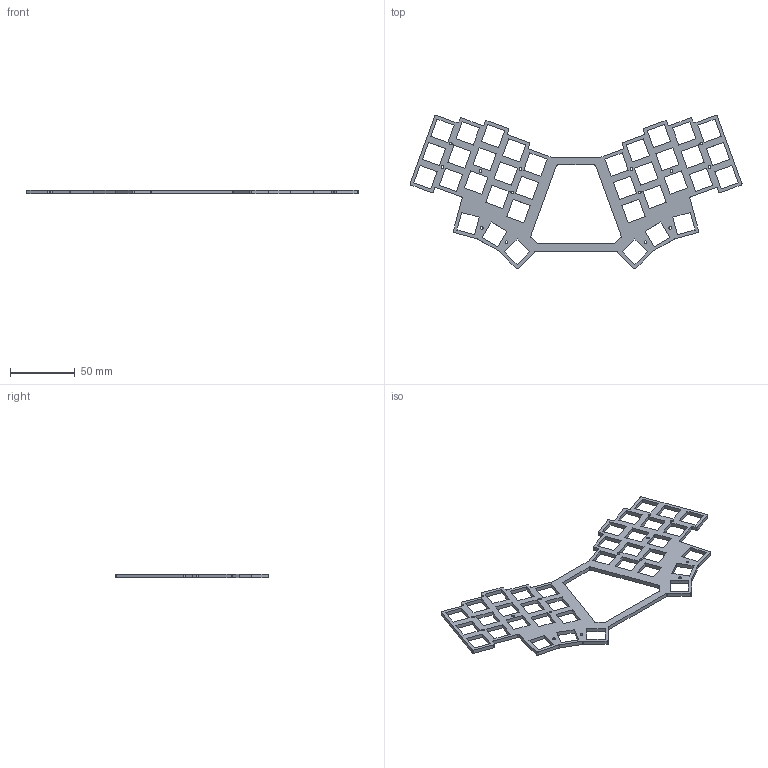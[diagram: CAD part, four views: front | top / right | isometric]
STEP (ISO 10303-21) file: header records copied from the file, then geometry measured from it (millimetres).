
FILE_DESCRIPTION(('HOOPS Exchange Step'),'2;1');
FILE_NAME('temp_export','2022-10-07T21:37:23+20:00',('mobile'),('Shapr3D Limited'),'HOOPS Exchange 2022.1','Shapr3D','Authorized');
FILE_SCHEMA( ('AP203_CONFIGURATION_CONTROLLED_3D_DESIGN_OF_MECHANICAL_PARTS_AND_ASSEMBLIES_MIM_LF') );
Length unit declared in the file: millimetre
Products named in the file (1): Plate
Bounding box: 255.63 x 118.18 x 3 mm (x, y, z)
Volume: 25884.1 mm3; surface area: 26438.7 mm2
Topology: 1 solids, 1 shells, 256 faces, 790 edges, 536 vertices
Faces by surface type: plane 190, cylinder 66
Full cylindrical faces by diameter (mm): 2 x14
Entity records: 9046 total; most frequent: CARTESIAN_POINT 1583, ORIENTED_EDGE 1580, DIRECTION 1464, EDGE_CURVE 790, VECTOR 630, LINE 630, VERTEX_POINT 536, AXIS2_PLACEMENT_3D 417
